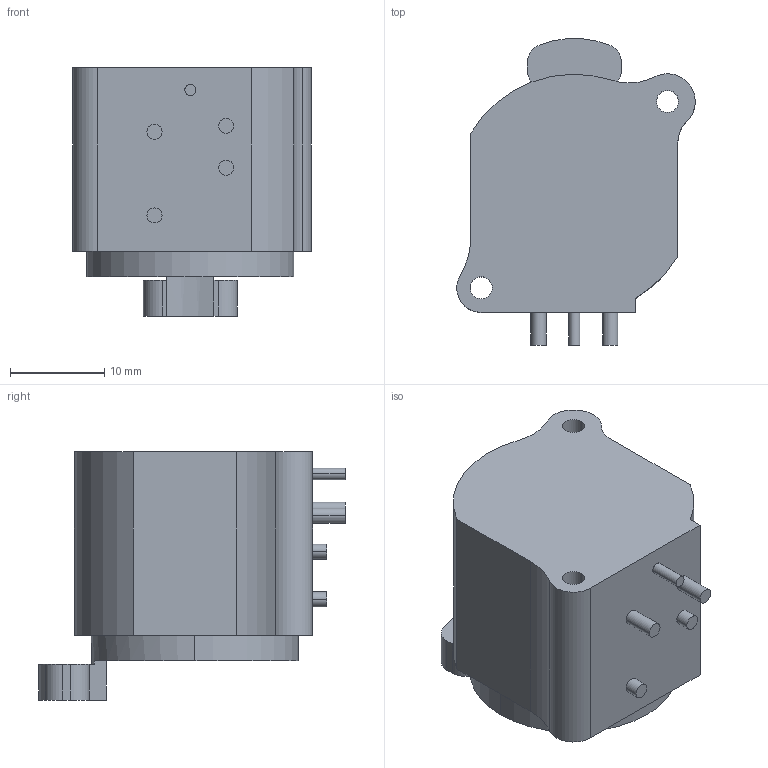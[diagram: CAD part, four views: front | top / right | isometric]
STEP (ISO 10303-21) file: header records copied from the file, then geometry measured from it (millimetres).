
FILE_DESCRIPTION((''),'2;1');
FILE_NAME('D-NC3FAAH1','2011-07-26T',('odo'),(''),'PRO/ENGINEER BY PARAMETRIC TECHNOLOGY CORPORATION, 2011080','PRO/ENGINEER BY PARAMETRIC TECHNOLOGY CORPORATION, 2011080','');
FILE_SCHEMA(('AUTOMOTIVE_DESIGN_CC2 { 1 2 10303 214 -1 1 5 2 }'));
Length unit declared in the file: millimetre
Products named in the file (1): D-NC3FAAH1
Bounding box: 25.35 x 32.62 x 26.4 mm (x, y, z)
Volume: 9930.6 mm3; surface area: 5305.6 mm2
Topology: 1 solids, 1 shells, 64 faces, 155 edges, 102 vertices
Faces by surface type: cylinder 38, plane 26
Entity records: 2612 total; most frequent: DIRECTION 363, CARTESIAN_POINT 321, ORIENTED_EDGE 310, COLOUR_RGB 209, PRESENTATION_STYLE_ASSIGNMENT 156, STYLED_ITEM 156, CURVE_STYLE 155, EDGE_CURVE 155
